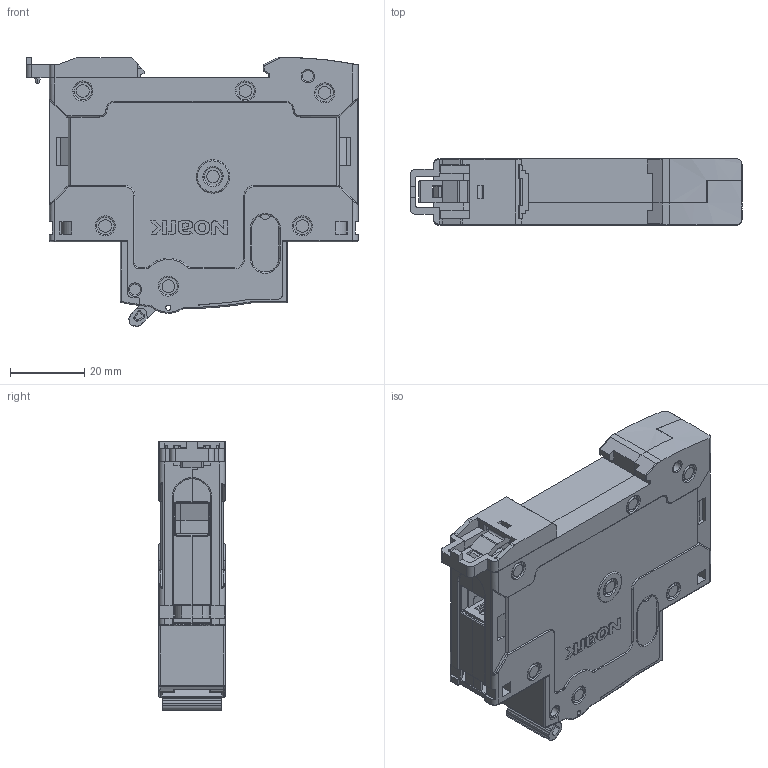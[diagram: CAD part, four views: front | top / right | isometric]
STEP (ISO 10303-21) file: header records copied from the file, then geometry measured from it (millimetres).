
FILE_DESCRIPTION((''),'2;1');
FILE_NAME('B1E_1P','2022-01-22T20:49:33',('lq'),(''),'CREO PARAMETRIC BY PTC INC, 2020044','CREO PARAMETRIC BY PTC INC, 2020044','');
FILE_SCHEMA(('CONFIG_CONTROL_DESIGN','SHAPE_APPEARANCE_LAYERS_GROUPS'));
Products named in the file (1): B1E_1P
Bounding box: 89.3 x 17.8 x 72.33 mm (x, y, z)
Volume: 5374.8 mm3; surface area: 45544.9 mm2
Topology: 17 solids, 26 shells, 2639 faces, 7318 edges, 4771 vertices
Faces by surface type: plane 1671, cylinder 701, torus 136, extrusion 58, cone 40, sphere 24, bspline 9
Entity records: 93508 total; most frequent: CARTESIAN_POINT 17439, ORIENTED_EDGE 14541, DIRECTION 14033, EDGE_CURVE 7290, VECTOR 4963, LINE 4905, VERTEX_POINT 4769, AXIS2_PLACEMENT_3D 4535
